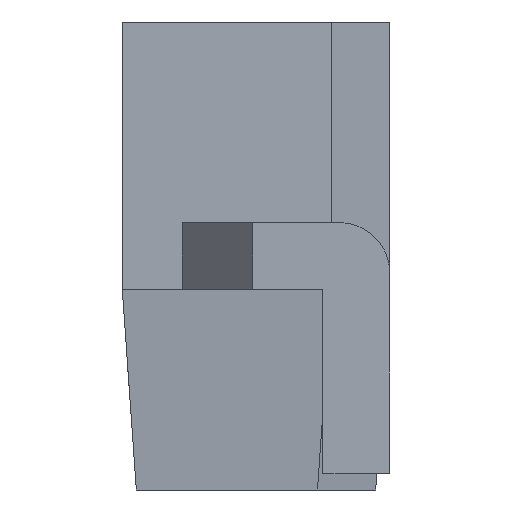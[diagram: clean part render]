
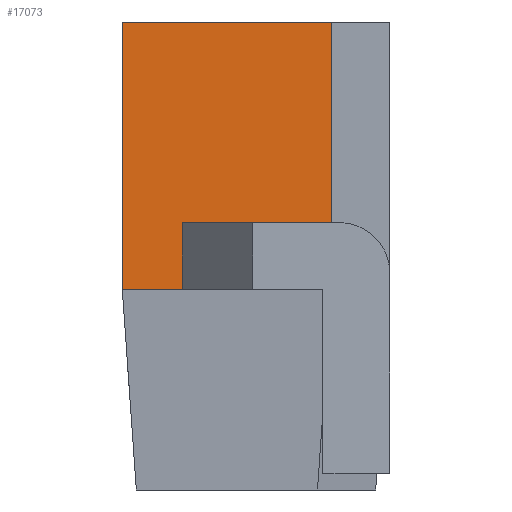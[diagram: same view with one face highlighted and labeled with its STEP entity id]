
A CAD part, left-side view. The second image highlights one B-rep face of the part: STEP entity #17073.
In plain terms, the highlighted planar face has unit normal (-1, 0, 0).
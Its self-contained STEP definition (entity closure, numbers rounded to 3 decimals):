
#211 = FACE_OUTER_BOUND ( 'NONE', #15950, .T. ) ;
#974 = CARTESIAN_POINT ( 'NONE',  ( -1.43, 0.4, 0.8 ) ) ;
#975 = CARTESIAN_POINT ( 'NONE',  ( -1.43, -0.226, 0.8 ) ) ;
#1132 = CARTESIAN_POINT ( 'NONE',  ( -1.43, 0.22, 0.2 ) ) ;
#1133 = CARTESIAN_POINT ( 'NONE',  ( -1.43, 0.22, 0. ) ) ;
#1134 = CARTESIAN_POINT ( 'NONE',  ( -1.43, -0.226, 0.2 ) ) ;
#1135 = CARTESIAN_POINT ( 'NONE',  ( -1.43, 0.4, 0. ) ) ;
#1607 = PLANE ( 'NONE',  #2384 ) ;
#1650 = CARTESIAN_POINT ( 'NONE',  ( -1.43, 0., 0.8 ) ) ;
#1651 = DIRECTION ( 'NONE',  ( 1., 0., 0. ) ) ;
#1652 = DIRECTION ( 'NONE',  ( 0., 0., -1. ) ) ;
#2270 = LINE ( 'NONE', #2271, #2517 ) ;
#2271 = CARTESIAN_POINT ( 'NONE',  ( -1.43, 0., 0.8 ) ) ;
#2272 = DIRECTION ( 'NONE',  ( 0., -1., 0. ) ) ;
#2384 = AXIS2_PLACEMENT_3D ( 'NONE', #1650, #1651, #1652 ) ;
#2517 = VECTOR ( 'NONE', #2272, 1000. ) ;
#15448 = EDGE_CURVE ( 'NONE', #16905, #16907, #20124, .T. ) ;
#15449 = EDGE_CURVE ( 'NONE', #16905, #16906, #20127, .T. ) ;
#15450 = EDGE_CURVE ( 'NONE', #16748, #16907, #20130, .T. ) ;
#15451 = EDGE_CURVE ( 'NONE', #16747, #16908, #20133, .T. ) ;
#15452 = EDGE_CURVE ( 'NONE', #16908, #16906, #20136, .T. ) ;
#15809 = VECTOR ( 'NONE', #20126, 1000. ) ;
#15810 = VECTOR ( 'NONE', #20129, 1000. ) ;
#15811 = VECTOR ( 'NONE', #20132, 1000. ) ;
#15812 = VECTOR ( 'NONE', #20135, 1000. ) ;
#15813 = VECTOR ( 'NONE', #20138, 1000. ) ;
#15950 = EDGE_LOOP ( 'NONE', ( #16341, #16344, #16343, #16345, #16346, #16348 ) ) ;
#16341 = ORIENTED_EDGE ( 'NONE', *, *, #15449, .F. ) ;
#16343 = ORIENTED_EDGE ( 'NONE', *, *, #15450, .F. ) ;
#16344 = ORIENTED_EDGE ( 'NONE', *, *, #15448, .T. ) ;
#16345 = ORIENTED_EDGE ( 'NONE', *, *, #17145, .F. ) ;
#16346 = ORIENTED_EDGE ( 'NONE', *, *, #15451, .T. ) ;
#16348 = ORIENTED_EDGE ( 'NONE', *, *, #15452, .T. ) ;
#16747 = VERTEX_POINT ( 'NONE', #974 ) ;
#16748 = VERTEX_POINT ( 'NONE', #975 ) ;
#16905 = VERTEX_POINT ( 'NONE', #1132 ) ;
#16906 = VERTEX_POINT ( 'NONE', #1133 ) ;
#16907 = VERTEX_POINT ( 'NONE', #1134 ) ;
#16908 = VERTEX_POINT ( 'NONE', #1135 ) ;
#17073 = ADVANCED_FACE ( 'NONE', ( #211 ), #1607, .F. ) ;
#17145 = EDGE_CURVE ( 'NONE', #16747, #16748, #2270, .T. ) ;
#20124 = LINE ( 'NONE', #20125, #15809 ) ;
#20125 = CARTESIAN_POINT ( 'NONE',  ( -1.43, 0., 0.2 ) ) ;
#20126 = DIRECTION ( 'NONE',  ( 0., -1., 0. ) ) ;
#20127 = LINE ( 'NONE', #20128, #15810 ) ;
#20128 = CARTESIAN_POINT ( 'NONE',  ( -1.43, 0.22, 0.8 ) ) ;
#20129 = DIRECTION ( 'NONE',  ( 0., 0., -1. ) ) ;
#20130 = LINE ( 'NONE', #20131, #15811 ) ;
#20131 = CARTESIAN_POINT ( 'NONE',  ( -1.43, -0.226, 0.8 ) ) ;
#20132 = DIRECTION ( 'NONE',  ( 0., 0., -1. ) ) ;
#20133 = LINE ( 'NONE', #20134, #15812 ) ;
#20134 = CARTESIAN_POINT ( 'NONE',  ( -1.43, 0.4, 0.8 ) ) ;
#20135 = DIRECTION ( 'NONE',  ( 0., 0., -1. ) ) ;
#20136 = LINE ( 'NONE', #20137, #15813 ) ;
#20137 = CARTESIAN_POINT ( 'NONE',  ( -1.43, 0., 0. ) ) ;
#20138 = DIRECTION ( 'NONE',  ( 0., -1., 0. ) ) ;
